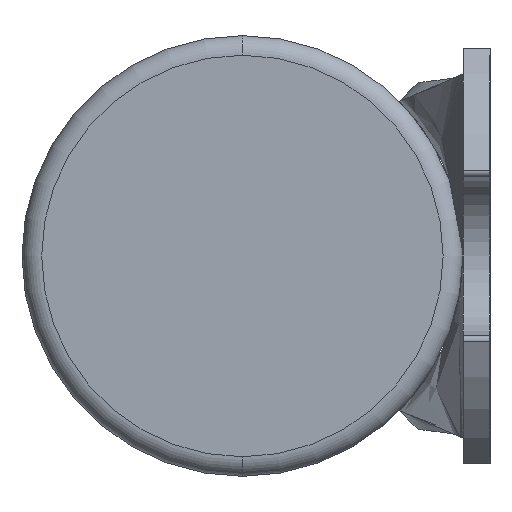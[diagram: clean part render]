
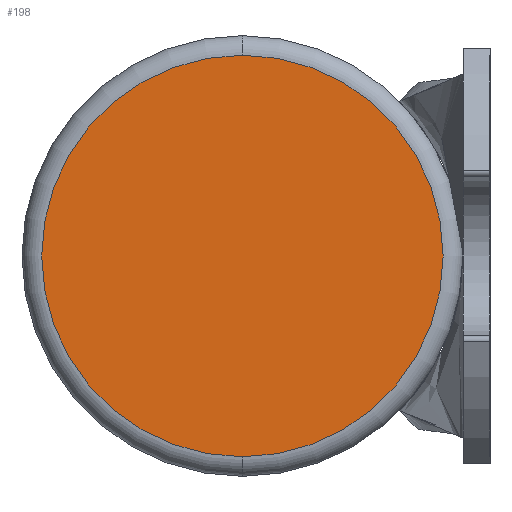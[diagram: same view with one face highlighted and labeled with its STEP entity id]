
A CAD part, left-side view. The second image highlights one B-rep face of the part: STEP entity #198.
In plain terms, the highlighted planar face has unit normal (-1, 0, 0).
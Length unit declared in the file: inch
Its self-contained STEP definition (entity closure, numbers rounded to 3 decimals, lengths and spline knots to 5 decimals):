
#94 = CARTESIAN_POINT ( 'NONE',  ( -1.154, 0., 0. ) ) ;
#198 = ADVANCED_FACE ( 'NONE', ( #341 ), #489, .T. ) ;
#261 = AXIS2_PLACEMENT_3D ( 'NONE', #4511, #2105, #4921 ) ;
#266 = EDGE_LOOP ( 'NONE', ( #5169, #2832 ) ) ;
#341 = FACE_OUTER_BOUND ( 'NONE', #266, .T. ) ;
#487 = CARTESIAN_POINT ( 'NONE',  ( -1.154, 0., 0.4845 ) ) ;
#489 = PLANE ( 'NONE',  #848 ) ;
#732 = DIRECTION ( 'NONE',  ( 1., 0., 0. ) ) ;
#848 = AXIS2_PLACEMENT_3D ( 'NONE', #94, #4182, #1389 ) ;
#1190 = EDGE_CURVE ( 'NONE', #3886, #3724, #2349, .T. ) ;
#1320 = CIRCLE ( 'NONE', #1447, 0.4845 ) ;
#1389 = DIRECTION ( 'NONE',  ( 0., 0., 1. ) ) ;
#1447 = AXIS2_PLACEMENT_3D ( 'NONE', #3128, #732, #3538 ) ;
#2105 = DIRECTION ( 'NONE',  ( 1., 0., 0. ) ) ;
#2349 = CIRCLE ( 'NONE', #261, 0.4845 ) ;
#2832 = ORIENTED_EDGE ( 'NONE', *, *, #4825, .F. ) ;
#3128 = CARTESIAN_POINT ( 'NONE',  ( -1.154, 0., 0. ) ) ;
#3538 = DIRECTION ( 'NONE',  ( 0., 0., 1. ) ) ;
#3724 = VERTEX_POINT ( 'NONE', #3960 ) ;
#3886 = VERTEX_POINT ( 'NONE', #487 ) ;
#3960 = CARTESIAN_POINT ( 'NONE',  ( -1.154, 0., -0.4845 ) ) ;
#4182 = DIRECTION ( 'NONE',  ( -1., 0., 0. ) ) ;
#4511 = CARTESIAN_POINT ( 'NONE',  ( -1.154, 0., 0. ) ) ;
#4825 = EDGE_CURVE ( 'NONE', #3724, #3886, #1320, .T. ) ;
#4921 = DIRECTION ( 'NONE',  ( 0., 0., 1. ) ) ;
#5169 = ORIENTED_EDGE ( 'NONE', *, *, #1190, .F. ) ;
